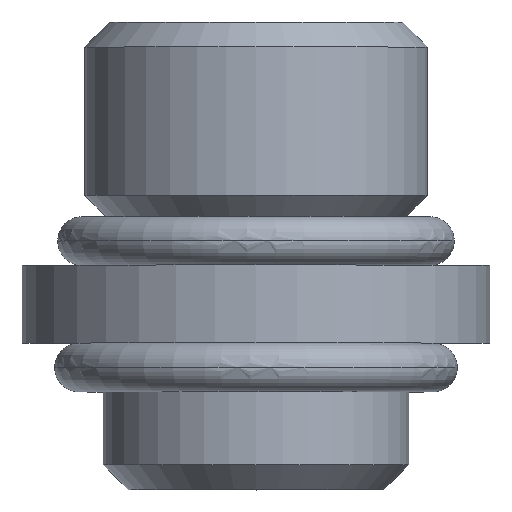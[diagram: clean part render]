
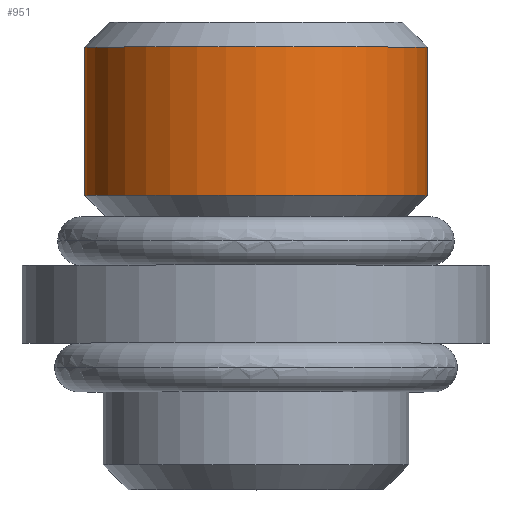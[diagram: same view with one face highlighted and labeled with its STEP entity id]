
A CAD part, top view. The second image highlights one B-rep face of the part: STEP entity #951.
In plain terms, the highlighted cylindrical face has radius 6.985 mm (diameter 13.97 mm), a partial arc.
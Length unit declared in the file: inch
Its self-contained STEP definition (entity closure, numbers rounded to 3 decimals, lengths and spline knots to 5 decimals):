
#214=DIRECTION('',(0.,1.,0.));
#215=VECTOR('',#214,0.238);
#216=CARTESIAN_POINT('',(0.275,0.112,0.));
#217=LINE('',#216,#215);
#218=DIRECTION('',(0.,1.,0.));
#219=VECTOR('',#218,0.238);
#220=CARTESIAN_POINT('',(-0.275,0.112,0.));
#221=LINE('',#220,#219);
#227=CARTESIAN_POINT('',(0.,0.112,0.));
#228=DIRECTION('',(0.,-1.,0.));
#229=DIRECTION('',(1.,0.,0.));
#230=AXIS2_PLACEMENT_3D('',#227,#228,#229);
#232=CARTESIAN_POINT('',(0.,0.35,0.));
#233=DIRECTION('',(0.,-1.,0.));
#234=DIRECTION('',(1.,0.,0.));
#235=AXIS2_PLACEMENT_3D('',#232,#233,#234);
#681=CARTESIAN_POINT('',(0.275,0.112,0.));
#683=VERTEX_POINT('',#681);
#684=CARTESIAN_POINT('',(0.275,0.35,0.));
#685=VERTEX_POINT('',#684);
#697=CARTESIAN_POINT('',(-0.275,0.112,0.));
#699=VERTEX_POINT('',#697);
#700=CARTESIAN_POINT('',(-0.275,0.35,0.));
#701=VERTEX_POINT('',#700);
#939=CARTESIAN_POINT('',(0.,0.41575,0.));
#940=DIRECTION('',(0.,-1.,0.));
#941=DIRECTION('',(-1.,0.,0.));
#942=AXIS2_PLACEMENT_3D('',#939,#940,#941);
#943=CYLINDRICAL_SURFACE('',#942,0.275);
#944=ORIENTED_EDGE('',*,*,#929,.F.);
#945=ORIENTED_EDGE('',*,*,#906,.T.);
#946=ORIENTED_EDGE('',*,*,#933,.T.);
#948=ORIENTED_EDGE('',*,*,#947,.F.);
#949=EDGE_LOOP('',(#944,#945,#946,#948));
#950=FACE_OUTER_BOUND('',#949,.F.);
#951=ADVANCED_FACE('',(#950),#943,.T.);
#231=CIRCLE('',#230,0.275);
#236=CIRCLE('',#235,0.275);
#906=EDGE_CURVE('',#683,#699,#231,.T.);
#929=EDGE_CURVE('',#683,#685,#217,.T.);
#933=EDGE_CURVE('',#699,#701,#221,.T.);
#947=EDGE_CURVE('',#685,#701,#236,.T.);
